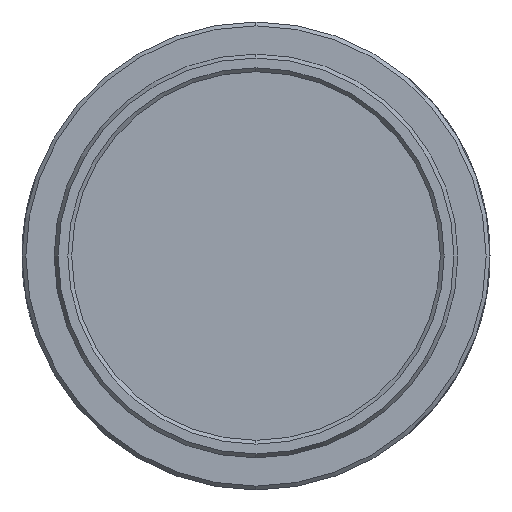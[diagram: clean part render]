
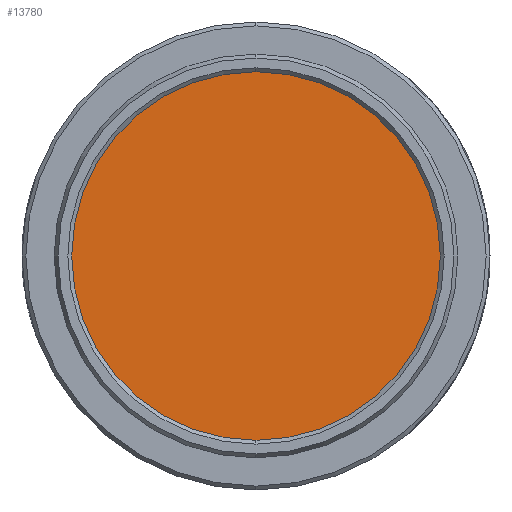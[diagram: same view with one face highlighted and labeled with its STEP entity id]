
A CAD part, left-side view. The second image highlights one B-rep face of the part: STEP entity #13780.
In plain terms, the highlighted planar face has unit normal (-1, 0, 0).
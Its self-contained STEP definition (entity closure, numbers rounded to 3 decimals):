
#1211 = DIRECTION ( 'NONE',  ( 1., 0., 0. ) ) ;
#1229 = FACE_OUTER_BOUND ( 'NONE', #4319, .T. ) ;
#2095 = VERTEX_POINT ( 'NONE', #12489 ) ;
#2411 = DIRECTION ( 'NONE',  ( 0., -0.232, -0.973 ) ) ;
#3550 = ORIENTED_EDGE ( 'NONE', *, *, #5359, .F. ) ;
#3918 = ORIENTED_EDGE ( 'NONE', *, *, #7093, .F. ) ;
#4299 = DIRECTION ( 'NONE',  ( 1., 0., 0. ) ) ;
#4319 = EDGE_LOOP ( 'NONE', ( #3918, #3550 ) ) ;
#4475 = DIRECTION ( 'NONE',  ( 1., 0., 0. ) ) ;
#5359 = EDGE_CURVE ( 'NONE', #12264, #2095, #5638, .T. ) ;
#5638 = CIRCLE ( 'NONE', #6374, 12.7 ) ;
#6351 = AXIS2_PLACEMENT_3D ( 'NONE', #13952, #1211, #2411 ) ;
#6374 = AXIS2_PLACEMENT_3D ( 'NONE', #13747, #4299, #7851 ) ;
#6976 = PLANE ( 'NONE',  #6351 ) ;
#7093 = EDGE_CURVE ( 'NONE', #2095, #12264, #8867, .T. ) ;
#7851 = DIRECTION ( 'NONE',  ( 0., -0.232, -0.973 ) ) ;
#8867 = CIRCLE ( 'NONE', #12267, 12.7 ) ;
#9092 = CARTESIAN_POINT ( 'NONE',  ( -7.62, 0., 0. ) ) ;
#10395 = CARTESIAN_POINT ( 'NONE',  ( -7.62, 2.947, 12.353 ) ) ;
#12264 = VERTEX_POINT ( 'NONE', #10395 ) ;
#12267 = AXIS2_PLACEMENT_3D ( 'NONE', #9092, #4475, #12659 ) ;
#12489 = CARTESIAN_POINT ( 'NONE',  ( -7.62, -2.947, -12.353 ) ) ;
#12659 = DIRECTION ( 'NONE',  ( 0., -0.232, -0.973 ) ) ;
#13747 = CARTESIAN_POINT ( 'NONE',  ( -7.62, 0., 0. ) ) ;
#13780 = ADVANCED_FACE ( 'NONE', ( #1229 ), #6976, .F. ) ;
#13952 = CARTESIAN_POINT ( 'NONE',  ( -7.62, 0., 0. ) ) ;
